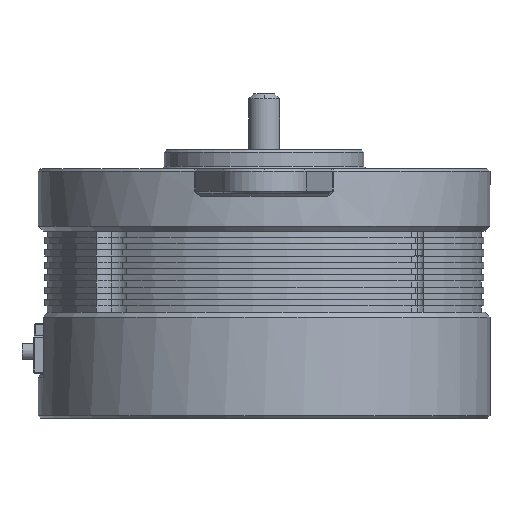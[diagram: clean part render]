
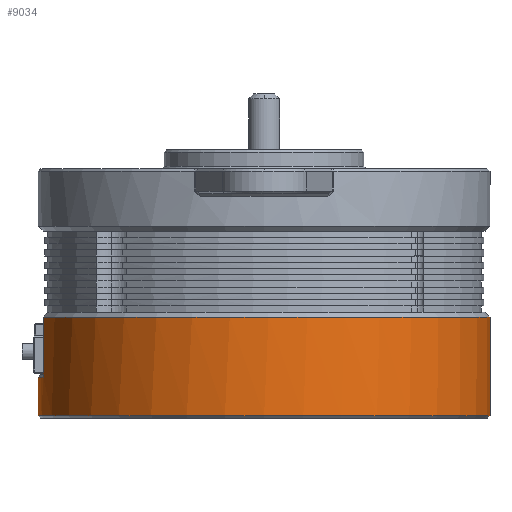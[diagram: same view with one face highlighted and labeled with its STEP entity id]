
A CAD part, left-side view. The second image highlights one B-rep face of the part: STEP entity #9034.
In plain terms, the highlighted cylindrical face has radius 18.1 mm (diameter 36.2 mm), a partial arc.
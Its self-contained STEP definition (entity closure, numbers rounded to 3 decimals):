
#215 = EDGE_CURVE ( 'NONE', #4965, #15084, #13486, .T. ) ;
#795 = LINE ( 'NONE', #3247, #16284 ) ;
#1001 = VECTOR ( 'NONE', #10775, 1000. ) ;
#1244 = EDGE_CURVE ( 'NONE', #14215, #15084, #16198, .T. ) ;
#1561 = CARTESIAN_POINT ( 'NONE',  ( 0., 18.1, -8.3 ) ) ;
#2150 = CARTESIAN_POINT ( 'NONE',  ( -3.795, 17.698, -5.2 ) ) ;
#2266 = CARTESIAN_POINT ( 'NONE',  ( 0., 0., -5.2 ) ) ;
#2278 = DIRECTION ( 'NONE',  ( 0., 0., -1. ) ) ;
#2691 = EDGE_CURVE ( 'NONE', #10101, #4965, #16005, .T. ) ;
#2953 = CARTESIAN_POINT ( 'NONE',  ( 0., -18.1, -0.4 ) ) ;
#3247 = CARTESIAN_POINT ( 'NONE',  ( 0., -18.1, 20. ) ) ;
#3254 = CARTESIAN_POINT ( 'NONE',  ( 0., 18.1, 20. ) ) ;
#3567 = AXIS2_PLACEMENT_3D ( 'NONE', #2266, #7347, #7263 ) ;
#3581 = ORIENTED_EDGE ( 'NONE', *, *, #1244, .F. ) ;
#3976 = DIRECTION ( 'NONE',  ( 0., 0., 1. ) ) ;
#4139 = ORIENTED_EDGE ( 'NONE', *, *, #5062, .T. ) ;
#4261 = CARTESIAN_POINT ( 'NONE',  ( -3.795, 17.698, 20. ) ) ;
#4736 = DIRECTION ( 'NONE',  ( 0., -1., 0. ) ) ;
#4748 = CARTESIAN_POINT ( 'NONE',  ( -3.795, 17.698, -0.4 ) ) ;
#4965 = VERTEX_POINT ( 'NONE', #11802 ) ;
#5062 = EDGE_CURVE ( 'NONE', #14215, #16061, #795, .T. ) ;
#5094 = CYLINDRICAL_SURFACE ( 'NONE', #6903, 18.1 ) ;
#5302 = EDGE_LOOP ( 'NONE', ( #8361, #5510, #7073, #3581, #4139, #16064 ) ) ;
#5510 = ORIENTED_EDGE ( 'NONE', *, *, #2691, .T. ) ;
#6695 = VERTEX_POINT ( 'NONE', #4748 ) ;
#6709 = CIRCLE ( 'NONE', #12908, 18.1 ) ;
#6827 = DIRECTION ( 'NONE',  ( 0., -1., 0. ) ) ;
#6903 = AXIS2_PLACEMENT_3D ( 'NONE', #10248, #3976, #15410 ) ;
#7073 = ORIENTED_EDGE ( 'NONE', *, *, #215, .T. ) ;
#7263 = DIRECTION ( 'NONE',  ( 0., -1., 0. ) ) ;
#7347 = DIRECTION ( 'NONE',  ( 0., 0., -1. ) ) ;
#8008 = DIRECTION ( 'NONE',  ( 0., 0., -1. ) ) ;
#8361 = ORIENTED_EDGE ( 'NONE', *, *, #10356, .T. ) ;
#8412 = DIRECTION ( 'NONE',  ( 0., 0., 1. ) ) ;
#9034 = ADVANCED_FACE ( 'NONE', ( #15572 ), #5094, .T. ) ;
#9204 = CARTESIAN_POINT ( 'NONE',  ( 0., 0., -0.4 ) ) ;
#9606 = DIRECTION ( 'NONE',  ( 0., 0., -1. ) ) ;
#10101 = VERTEX_POINT ( 'NONE', #2150 ) ;
#10248 = CARTESIAN_POINT ( 'NONE',  ( 0., 0., 20. ) ) ;
#10356 = EDGE_CURVE ( 'NONE', #6695, #10101, #10607, .T. ) ;
#10607 = LINE ( 'NONE', #4261, #1001 ) ;
#10775 = DIRECTION ( 'NONE',  ( 0., 0., -1. ) ) ;
#10915 = CARTESIAN_POINT ( 'NONE',  ( 0., 0., -8.3 ) ) ;
#11802 = CARTESIAN_POINT ( 'NONE',  ( 0., 18.1, -5.2 ) ) ;
#12376 = CARTESIAN_POINT ( 'NONE',  ( 0., -18.1, -8.3 ) ) ;
#12505 = EDGE_CURVE ( 'NONE', #16061, #6695, #6709, .T. ) ;
#12908 = AXIS2_PLACEMENT_3D ( 'NONE', #9204, #8008, #6827 ) ;
#13227 = VECTOR ( 'NONE', #9606, 1000. ) ;
#13486 = LINE ( 'NONE', #3254, #13227 ) ;
#14215 = VERTEX_POINT ( 'NONE', #12376 ) ;
#15084 = VERTEX_POINT ( 'NONE', #1561 ) ;
#15410 = DIRECTION ( 'NONE',  ( 0., -1., 0. ) ) ;
#15572 = FACE_OUTER_BOUND ( 'NONE', #5302, .T. ) ;
#16005 = CIRCLE ( 'NONE', #3567, 18.1 ) ;
#16061 = VERTEX_POINT ( 'NONE', #2953 ) ;
#16064 = ORIENTED_EDGE ( 'NONE', *, *, #12505, .T. ) ;
#16198 = CIRCLE ( 'NONE', #16742, 18.1 ) ;
#16284 = VECTOR ( 'NONE', #8412, 1000. ) ;
#16742 = AXIS2_PLACEMENT_3D ( 'NONE', #10915, #2278, #4736 ) ;
